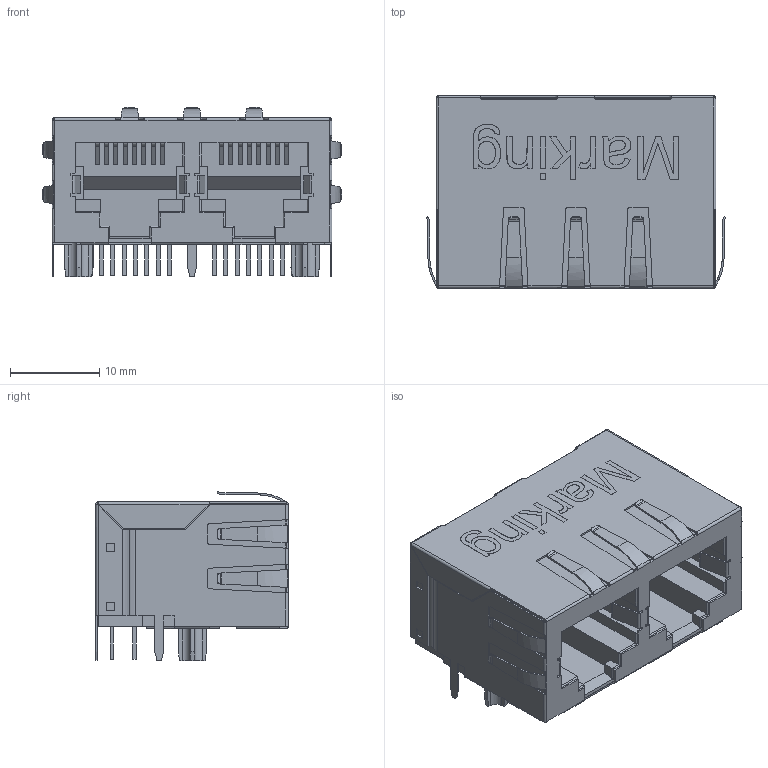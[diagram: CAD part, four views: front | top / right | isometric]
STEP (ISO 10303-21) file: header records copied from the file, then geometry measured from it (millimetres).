
FILE_DESCRIPTION(/* description */ ('Unknown'),/* implementation_level */ '2;1');
FILE_NAME(/* name */ 'T_Wurth_WE-RJ45LAN_7499021002A',/* time_stamp */ '2025-08-19T16:47:45+08:00',/* author */ ('Unknown'),/* organization */ ('Unknown'),/* preprocessor_version */ 'ST-DEVELOPER v19.4',/* originating_system */ 'Solid Edge',/* authorisation */ 'Unknown');
FILE_SCHEMA (('AUTOMOTIVE_DESIGN {1 0 10303 214 3 1 1}'));
Length unit declared in the file: millimetre
Products named in the file (2): T_Wurth_WE-RJ45LAN_7499021002A
Assembly tree (1 placements, depth 2):
  T_Wurth_WE-RJ45LAN_7499021002A
    T_Wurth_WE-RJ45LAN_7499021002A
Bounding box: 33.6 x 21.59 x 18.98 mm (x, y, z)
Volume: 6932.6 mm3; surface area: 6420.5 mm2
Topology: 1 solids, 1 shells, 1175 faces, 3139 edges, 1982 vertices
Faces by surface type: plane 749, cylinder 332, bspline 74, sphere 12, cone 8
Entity records: 45871 total; most frequent: CARTESIAN_POINT 9000, ORIENTED_EDGE 6252, DIRECTION 5481, EDGE_CURVE 3126, LINE 2175, VECTOR 2175, VERTEX_POINT 1982, AXIS2_PLACEMENT_3D 1653
